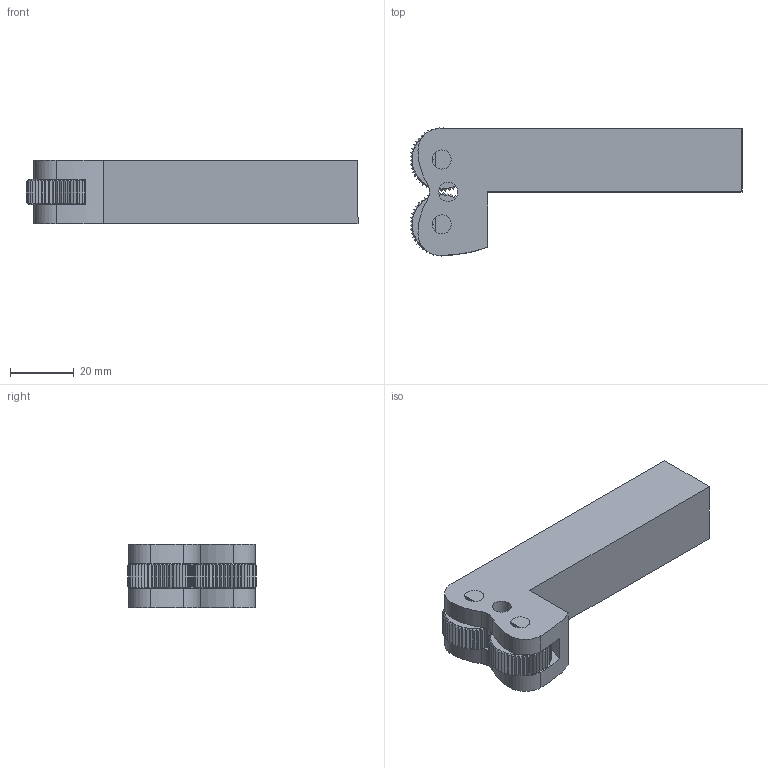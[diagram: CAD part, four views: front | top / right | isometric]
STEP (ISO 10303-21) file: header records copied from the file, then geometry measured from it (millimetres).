
FILE_DESCRIPTION(/* description */ (''),/* implementation_level */ '2;1');
FILE_NAME(/* name */ '32000217.stp',/* time_stamp */ '2022-02-15T10:04:23+01:00',/* author */ ('bueker'),/* organization */ (''),/* preprocessor_version */ 'ST-DEVELOPER v18.1',/* originating_system */ 'Autodesk Inventor 2022',/* authorisation */ '');
FILE_SCHEMA (('AUTOMOTIVE_DESIGN { 1 0 10303 214 3 1 1 }'));
Products named in the file (3): 32000399; 32000217; 41008603-B
Assembly tree (3 placements, depth 2):
  32000399
    32000217
    41008603-B  x2
Bounding box: 104.5 x 40.38 x 20 mm (x, y, z)
Volume: 47003.5 mm3; surface area: 14548.3 mm2
Topology: 3 solids, 3 shells, 350 faces, 1022 edges, 684 vertices
Faces by surface type: plane 220, cylinder 120, cone 10
Full cylindrical faces by diameter (mm): 6 x6
Entity records: 6536 total; most frequent: CARTESIAN_POINT 1633, ORIENTED_EDGE 1130, DIRECTION 917, EDGE_CURVE 565, VERTEX_POINT 380, AXIS2_PLACEMENT_3D 355, EDGE_LOOP 215, LINE 207
